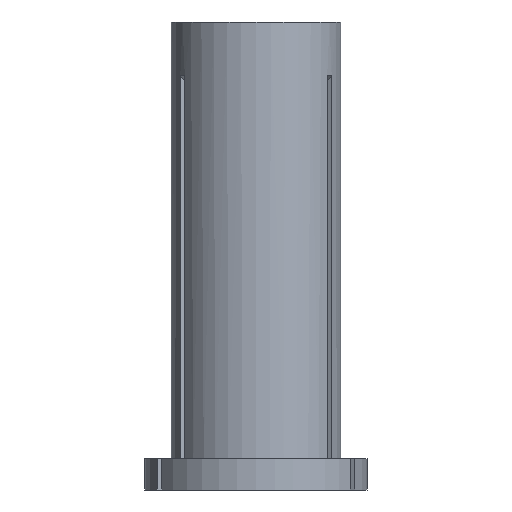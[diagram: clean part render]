
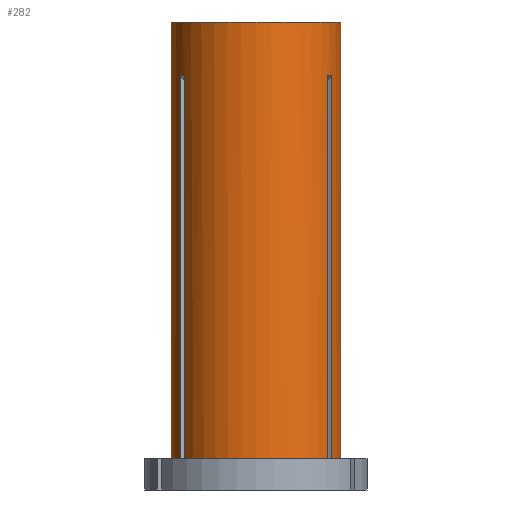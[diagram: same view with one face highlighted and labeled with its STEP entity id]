
A CAD part, front view. The second image highlights one B-rep face of the part: STEP entity #282.
In plain terms, the highlighted cylindrical face has radius 9.525 mm (diameter 19.05 mm), a partial arc.
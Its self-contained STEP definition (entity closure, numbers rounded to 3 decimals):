
#7 = ORIENTED_EDGE ( 'NONE', *, *, #78, .T. ) ;
#13 = EDGE_CURVE ( 'NONE', #799, #307, #48, .T. ) ;
#30 = VERTEX_POINT ( 'NONE', #981 ) ;
#39 = AXIS2_PLACEMENT_3D ( 'NONE', #604, #260, #961 ) ;
#48 = LINE ( 'NONE', #547, #442 ) ;
#65 = EDGE_CURVE ( 'NONE', #307, #624, #309, .T. ) ;
#73 = DIRECTION ( 'NONE',  ( 1., 0., 0. ) ) ;
#78 = EDGE_CURVE ( 'NONE', #452, #30, #1072, .T. ) ;
#90 = DIRECTION ( 'NONE',  ( 0., 0., 1. ) ) ;
#91 = EDGE_LOOP ( 'NONE', ( #872, #298, #539, #606, #898, #201, #133, #1113, #1094, #700, #7, #488 ) ) ;
#94 = CARTESIAN_POINT ( 'NONE',  ( 7.988, -5.189, -6.014 ) ) ;
#104 = DIRECTION ( 'NONE',  ( 1., 0., 0. ) ) ;
#113 = CARTESIAN_POINT ( 'NONE',  ( 0., 0., -49. ) ) ;
#129 = DIRECTION ( 'NONE',  ( 0., 0., 1. ) ) ;
#133 = ORIENTED_EDGE ( 'NONE', *, *, #13, .T. ) ;
#139 = DIRECTION ( 'NONE',  ( 0., 0., 1. ) ) ;
#160 = CARTESIAN_POINT ( 'NONE',  ( 0., 0., -49. ) ) ;
#171 = EDGE_CURVE ( 'NONE', #953, #977, #195, .T. ) ;
#195 = LINE ( 'NONE', #311, #963 ) ;
#200 = CARTESIAN_POINT ( 'NONE',  ( -8.412, -4.471, -6.005 ) ) ;
#201 = ORIENTED_EDGE ( 'NONE', *, *, #660, .T. ) ;
#202 = EDGE_CURVE ( 'NONE', #787, #335, #759, .T. ) ;
#211 = CARTESIAN_POINT ( 'NONE',  ( 8.488, -4.323, -6.014 ) ) ;
#213 = CARTESIAN_POINT ( 'NONE',  ( -8.165, -4.909, -6. ) ) ;
#220 = DIRECTION ( 'NONE',  ( 0., 0., 1. ) ) ;
#232 = DIRECTION ( 'NONE',  ( 0., 0., 1. ) ) ;
#245 = DIRECTION ( 'NONE',  ( 0., 0., 1. ) ) ;
#251 = CARTESIAN_POINT ( 'NONE',  ( 0., 0., 0. ) ) ;
#260 = DIRECTION ( 'NONE',  ( 0., 0., 1. ) ) ;
#276 = CARTESIAN_POINT ( 'NONE',  ( 8.078, -5.049, -6.005 ) ) ;
#282 = ADVANCED_FACE ( 'NONE', ( #326 ), #614, .T. ) ;
#294 = CARTESIAN_POINT ( 'NONE',  ( -8.332, -4.619, -6. ) ) ;
#298 = ORIENTED_EDGE ( 'NONE', *, *, #995, .T. ) ;
#307 = VERTEX_POINT ( 'NONE', #988 ) ;
#309 = B_SPLINE_CURVE_WITH_KNOTS ( 'NONE', 3,
 ( #94, #276, #813, #897, #1091 ),
 .UNSPECIFIED., .F., .F.,
 ( 4, 1, 4 ),
 ( 0.072, 0.072, 0.073 ),
 .UNSPECIFIED. ) ;
#311 = CARTESIAN_POINT ( 'NONE',  ( -8.488, -4.323, 0. ) ) ;
#317 = B_SPLINE_CURVE_WITH_KNOTS ( 'NONE', 3,
 ( #825, #200, #294, #213, #1018, #837 ),
 .UNSPECIFIED., .F., .F.,
 ( 4, 2, 4 ),
 ( 0.066, 0.067, 0.067 ),
 .UNSPECIFIED. ) ;
#326 = FACE_OUTER_BOUND ( 'NONE', #91, .T. ) ;
#335 = VERTEX_POINT ( 'NONE', #704 ) ;
#340 = CARTESIAN_POINT ( 'NONE',  ( 0., 0., 0. ) ) ;
#342 = DIRECTION ( 'NONE',  ( 0., 0., 1. ) ) ;
#344 = EDGE_CURVE ( 'NONE', #648, #624, #698, .T. ) ;
#350 = EDGE_CURVE ( 'NONE', #977, #915, #317, .T. ) ;
#382 = CARTESIAN_POINT ( 'NONE',  ( 9.525, 0., 0. ) ) ;
#386 = CIRCLE ( 'NONE', #811, 9.525 ) ;
#413 = CIRCLE ( 'NONE', #661, 9.525 ) ;
#433 = DIRECTION ( 'NONE',  ( 1., 0., 0. ) ) ;
#442 = VECTOR ( 'NONE', #90, 1000. ) ;
#452 = VERTEX_POINT ( 'NONE', #717 ) ;
#488 = ORIENTED_EDGE ( 'NONE', *, *, #645, .F. ) ;
#515 = CARTESIAN_POINT ( 'NONE',  ( -9.525, 0., 0. ) ) ;
#519 = CARTESIAN_POINT ( 'NONE',  ( 8.488, -4.323, -49. ) ) ;
#539 = ORIENTED_EDGE ( 'NONE', *, *, #171, .T. ) ;
#547 = CARTESIAN_POINT ( 'NONE',  ( 7.988, -5.189, 0. ) ) ;
#548 = CARTESIAN_POINT ( 'NONE',  ( 7.988, -5.189, -49. ) ) ;
#559 = CARTESIAN_POINT ( 'NONE',  ( 8.488, -4.323, 0. ) ) ;
#565 = DIRECTION ( 'NONE',  ( 1., 0., 0. ) ) ;
#576 = CARTESIAN_POINT ( 'NONE',  ( -7.988, -5.189, -49. ) ) ;
#603 = VECTOR ( 'NONE', #129, 1000. ) ;
#604 = CARTESIAN_POINT ( 'NONE',  ( 0., 0., -49. ) ) ;
#606 = ORIENTED_EDGE ( 'NONE', *, *, #350, .T. ) ;
#612 = VECTOR ( 'NONE', #139, 1000. ) ;
#614 = CYLINDRICAL_SURFACE ( 'NONE', #616, 9.525 ) ;
#616 = AXIS2_PLACEMENT_3D ( 'NONE', #251, #798, #104 ) ;
#624 = VERTEX_POINT ( 'NONE', #211 ) ;
#645 = EDGE_CURVE ( 'NONE', #335, #30, #386, .T. ) ;
#648 = VERTEX_POINT ( 'NONE', #519 ) ;
#660 = EDGE_CURVE ( 'NONE', #980, #799, #1003, .T. ) ;
#661 = AXIS2_PLACEMENT_3D ( 'NONE', #160, #245, #73 ) ;
#667 = CARTESIAN_POINT ( 'NONE',  ( -7.988, -5.189, 0. ) ) ;
#698 = LINE ( 'NONE', #559, #904 ) ;
#700 = ORIENTED_EDGE ( 'NONE', *, *, #863, .T. ) ;
#704 = CARTESIAN_POINT ( 'NONE',  ( -9.525, 0., 0. ) ) ;
#711 = LINE ( 'NONE', #667, #612 ) ;
#717 = CARTESIAN_POINT ( 'NONE',  ( 9.525, 0., -49. ) ) ;
#740 = DIRECTION ( 'NONE',  ( 0., 0., 1. ) ) ;
#759 = LINE ( 'NONE', #515, #1055 ) ;
#787 = VERTEX_POINT ( 'NONE', #997 ) ;
#798 = DIRECTION ( 'NONE',  ( 0., 0., 1. ) ) ;
#799 = VERTEX_POINT ( 'NONE', #548 ) ;
#810 = CIRCLE ( 'NONE', #987, 9.525 ) ;
#811 = AXIS2_PLACEMENT_3D ( 'NONE', #340, #342, #433 ) ;
#813 = CARTESIAN_POINT ( 'NONE',  ( 8.252, -4.765, -5.995 ) ) ;
#825 = CARTESIAN_POINT ( 'NONE',  ( -8.488, -4.323, -6.014 ) ) ;
#837 = CARTESIAN_POINT ( 'NONE',  ( -7.988, -5.189, -6.014 ) ) ;
#863 = EDGE_CURVE ( 'NONE', #648, #452, #810, .T. ) ;
#872 = ORIENTED_EDGE ( 'NONE', *, *, #202, .F. ) ;
#897 = CARTESIAN_POINT ( 'NONE',  ( 8.412, -4.472, -6.005 ) ) ;
#898 = ORIENTED_EDGE ( 'NONE', *, *, #1095, .F. ) ;
#904 = VECTOR ( 'NONE', #740, 1000. ) ;
#915 = VERTEX_POINT ( 'NONE', #1105 ) ;
#953 = VERTEX_POINT ( 'NONE', #1109 ) ;
#954 = CARTESIAN_POINT ( 'NONE',  ( -8.488, -4.323, -6.014 ) ) ;
#961 = DIRECTION ( 'NONE',  ( 1., 0., 0. ) ) ;
#963 = VECTOR ( 'NONE', #220, 1000. ) ;
#977 = VERTEX_POINT ( 'NONE', #954 ) ;
#980 = VERTEX_POINT ( 'NONE', #576 ) ;
#981 = CARTESIAN_POINT ( 'NONE',  ( 9.525, 0., 0. ) ) ;
#987 = AXIS2_PLACEMENT_3D ( 'NONE', #113, #1092, #565 ) ;
#988 = CARTESIAN_POINT ( 'NONE',  ( 7.988, -5.189, -6.014 ) ) ;
#995 = EDGE_CURVE ( 'NONE', #787, #953, #413, .T. ) ;
#997 = CARTESIAN_POINT ( 'NONE',  ( -9.525, 0., -49. ) ) ;
#1003 = CIRCLE ( 'NONE', #39, 9.525 ) ;
#1018 = CARTESIAN_POINT ( 'NONE',  ( -8.078, -5.05, -6.005 ) ) ;
#1055 = VECTOR ( 'NONE', #232, 1000. ) ;
#1072 = LINE ( 'NONE', #382, #603 ) ;
#1091 = CARTESIAN_POINT ( 'NONE',  ( 8.488, -4.323, -6.014 ) ) ;
#1092 = DIRECTION ( 'NONE',  ( 0., 0., 1. ) ) ;
#1094 = ORIENTED_EDGE ( 'NONE', *, *, #344, .F. ) ;
#1095 = EDGE_CURVE ( 'NONE', #980, #915, #711, .T. ) ;
#1105 = CARTESIAN_POINT ( 'NONE',  ( -7.988, -5.189, -6.014 ) ) ;
#1109 = CARTESIAN_POINT ( 'NONE',  ( -8.488, -4.323, -49. ) ) ;
#1113 = ORIENTED_EDGE ( 'NONE', *, *, #65, .T. ) ;
